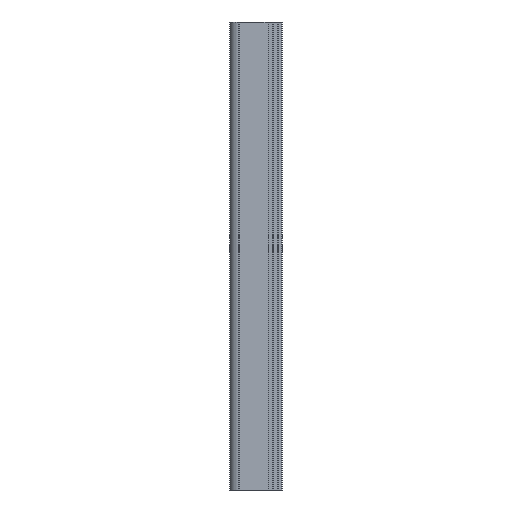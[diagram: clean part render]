
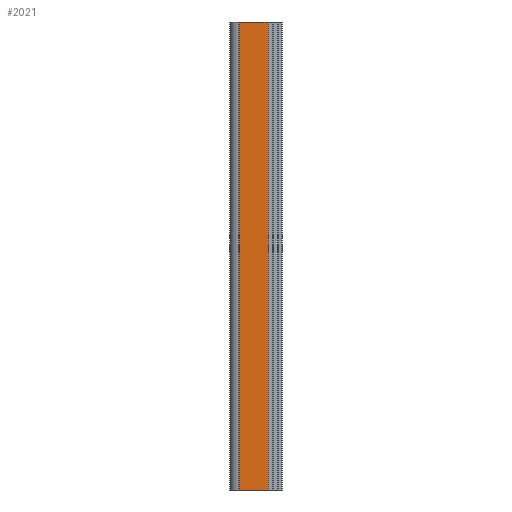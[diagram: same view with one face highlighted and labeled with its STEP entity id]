
A CAD part, left-side view. The second image highlights one B-rep face of the part: STEP entity #2021.
In plain terms, the highlighted planar face has unit normal (-1, 0, 0).
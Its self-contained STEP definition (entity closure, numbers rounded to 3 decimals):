
#17 = VERTEX_POINT ( 'NONE', #759 ) ;
#33 = DIRECTION ( 'NONE',  ( 0., 1., 0. ) ) ;
#86 = CARTESIAN_POINT ( 'NONE',  ( 0., -82.423, -500. ) ) ;
#192 = LINE ( 'NONE', #336, #1951 ) ;
#225 = VERTEX_POINT ( 'NONE', #2077 ) ;
#336 = CARTESIAN_POINT ( 'NONE',  ( 0., -20.5, -500. ) ) ;
#384 = VECTOR ( 'NONE', #1878, 1000. ) ;
#390 = CARTESIAN_POINT ( 'NONE',  ( 0., -82.423, 500. ) ) ;
#463 = ORIENTED_EDGE ( 'NONE', *, *, #2026, .F. ) ;
#475 = PLANE ( 'NONE',  #2025 ) ;
#533 = VERTEX_POINT ( 'NONE', #1948 ) ;
#582 = VERTEX_POINT ( 'NONE', #1099 ) ;
#712 = EDGE_CURVE ( 'NONE', #582, #533, #838, .T. ) ;
#724 = EDGE_CURVE ( 'NONE', #225, #17, #1705, .T. ) ;
#735 = VECTOR ( 'NONE', #2079, 1000. ) ;
#759 = CARTESIAN_POINT ( 'NONE',  ( 0., -82.423, 500. ) ) ;
#774 = LINE ( 'NONE', #1384, #735 ) ;
#838 = LINE ( 'NONE', #86, #1225 ) ;
#848 = DIRECTION ( 'NONE',  ( 0., -1., 0. ) ) ;
#887 = ORIENTED_EDGE ( 'NONE', *, *, #1547, .F. ) ;
#941 = ORIENTED_EDGE ( 'NONE', *, *, #724, .F. ) ;
#949 = DIRECTION ( 'NONE',  ( 1., 0., 0. ) ) ;
#1027 = ORIENTED_EDGE ( 'NONE', *, *, #712, .T. ) ;
#1072 = FACE_OUTER_BOUND ( 'NONE', #1523, .T. ) ;
#1099 = CARTESIAN_POINT ( 'NONE',  ( 0., -20.5, -500. ) ) ;
#1225 = VECTOR ( 'NONE', #848, 1000. ) ;
#1384 = CARTESIAN_POINT ( 'NONE',  ( 0., -82.423, 500. ) ) ;
#1457 = CARTESIAN_POINT ( 'NONE',  ( 0., -82.423, 500. ) ) ;
#1462 = DIRECTION ( 'NONE',  ( 0., 0., 1. ) ) ;
#1523 = EDGE_LOOP ( 'NONE', ( #941, #463, #1027, #887 ) ) ;
#1547 = EDGE_CURVE ( 'NONE', #17, #533, #774, .T. ) ;
#1705 = LINE ( 'NONE', #390, #384 ) ;
#1878 = DIRECTION ( 'NONE',  ( 0., -1., 0. ) ) ;
#1948 = CARTESIAN_POINT ( 'NONE',  ( 0., -82.423, -500. ) ) ;
#1951 = VECTOR ( 'NONE', #1462, 1000. ) ;
#2021 = ADVANCED_FACE ( 'NONE', ( #1072 ), #475, .F. ) ;
#2025 = AXIS2_PLACEMENT_3D ( 'NONE', #1457, #949, #33 ) ;
#2026 = EDGE_CURVE ( 'NONE', #582, #225, #192, .T. ) ;
#2077 = CARTESIAN_POINT ( 'NONE',  ( 0., -20.5, 500. ) ) ;
#2079 = DIRECTION ( 'NONE',  ( 0., 0., -1. ) ) ;
